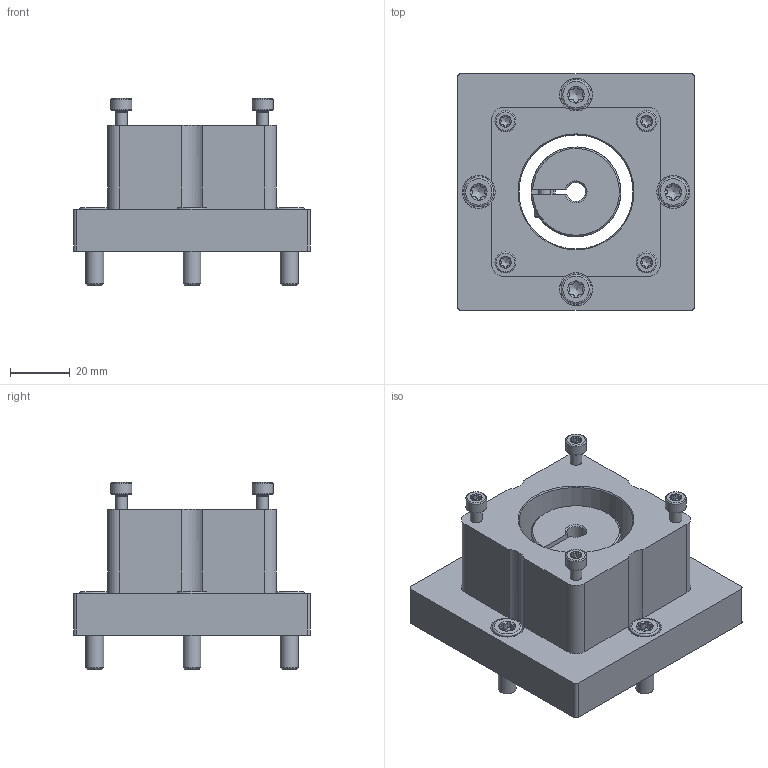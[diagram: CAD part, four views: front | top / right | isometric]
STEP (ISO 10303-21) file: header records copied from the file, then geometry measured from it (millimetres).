
FILE_DESCRIPTION(/* description */ ('STEP AP214'),/* implementation_level */ '2;1');
FILE_NAME(/* name */ '8169409_EAMM-A-T46-57A',/* time_stamp */ '2024-08-27T05:20:56+02:00',/* author */ ('License CC BY-ND 4.0'),/* organization */ ('CADENAS'),/* preprocessor_version */ 'ST-DEVELOPER v19.3',/* originating_system */ 'PARTsolutions',/* authorisation */ ' ');
FILE_SCHEMA (('AUTOMOTIVE_DESIGN {1 0 10303 214 3 1 1}'));
Length unit declared in the file: millimetre
Products named in the file (7): 8169409 EAMM-A-T46-57A; 8169409 EAMM-A-T46-57A---(P); ISO 14579 M4x12(F); ISO 14579 M6x20(F); 8160586 EAMC-30-GB16-D6.35x10; 4953967 EAMC-30-GS16; ISO-4762 M4x12
Assembly tree (12 placements, depth 2):
  8169409 EAMM-A-T46-57A
    8169409 EAMM-A-T46-57A---(P)
    ISO 14579 M4x12(F)  x4
    ISO 14579 M6x20(F)  x4
    8160586 EAMC-30-GB16-D6.35x10
    4953967 EAMC-30-GS16
    ISO-4762 M4x12
Bounding box: 79 x 79 x 62.5 mm (x, y, z)
Volume: 136873 mm3; surface area: 38331.2 mm2
Topology: 12 solids, 12 shells, 391 faces, 956 edges, 599 vertices
Faces by surface type: cylinder 178, cone 111, plane 74, torus 28
Full cylindrical faces by diameter (mm): 3.242 x6, 4 x5, 6 x4, 6.6 x4, 7 x5, 10 x4, 11 x4, 14 x1, 38.13 x1, 46 x1
Entity records: 6442 total; most frequent: CARTESIAN_POINT 1391, DIRECTION 1034, ORIENTED_EDGE 936, EDGE_CURVE 468, AXIS2_PLACEMENT_3D 436, VERTEX_POINT 335, FACE_BOUND 293, EDGE_LOOP 286
